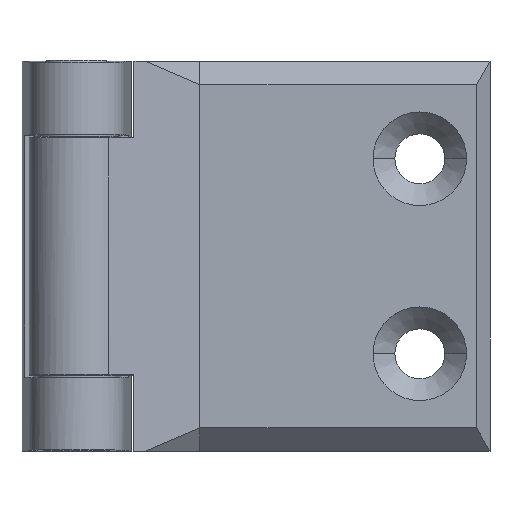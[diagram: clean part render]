
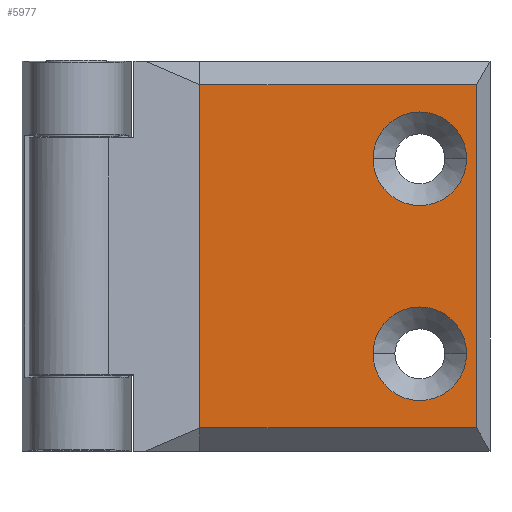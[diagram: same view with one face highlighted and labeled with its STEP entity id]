
A CAD part, top view. The second image highlights one B-rep face of the part: STEP entity #5977.
In plain terms, the highlighted planar face has unit normal (0, 0, 1).
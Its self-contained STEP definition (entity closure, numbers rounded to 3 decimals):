
#5 = CIRCLE ( 'NONE', #416, 6. ) ;
#153 = CARTESIAN_POINT ( 'NONE',  ( 50., -12.5, 6.5 ) ) ;
#416 = AXIS2_PLACEMENT_3D ( 'NONE', #10700, #628, #762 ) ;
#600 = VECTOR ( 'NONE', #11479, 1000. ) ;
#628 = DIRECTION ( 'NONE',  ( 0., 0., 1. ) ) ;
#675 = CIRCLE ( 'NONE', #1508, 6. ) ;
#762 = DIRECTION ( 'NONE',  ( -1., 0., 0. ) ) ;
#769 = CIRCLE ( 'NONE', #2008, 6. ) ;
#923 = CARTESIAN_POINT ( 'NONE',  ( 15.8, -22., 6.5 ) ) ;
#955 = ORIENTED_EDGE ( 'NONE', *, *, #8441, .T. ) ;
#992 = ORIENTED_EDGE ( 'NONE', *, *, #11328, .T. ) ;
#1011 = CARTESIAN_POINT ( 'NONE',  ( 53.1, 22., 6.5 ) ) ;
#1268 = EDGE_CURVE ( 'NONE', #7457, #11952, #769, .T. ) ;
#1320 = CARTESIAN_POINT ( 'NONE',  ( 38., 12.5, 6.5 ) ) ;
#1508 = AXIS2_PLACEMENT_3D ( 'NONE', #8117, #9155, #3082 ) ;
#1652 = EDGE_CURVE ( 'NONE', #11952, #7457, #5, .T. ) ;
#1706 = LINE ( 'NONE', #4598, #11606 ) ;
#1794 = VERTEX_POINT ( 'NONE', #1320 ) ;
#1931 = EDGE_CURVE ( 'NONE', #4251, #12943, #12561, .T. ) ;
#1932 = CARTESIAN_POINT ( 'NONE',  ( 29.182, -17.5, 6.5 ) ) ;
#1947 = EDGE_LOOP ( 'NONE', ( #11249, #10193 ) ) ;
#2008 = AXIS2_PLACEMENT_3D ( 'NONE', #5878, #7706, #9795 ) ;
#2370 = LINE ( 'NONE', #7486, #600 ) ;
#2462 = VERTEX_POINT ( 'NONE', #3055 ) ;
#2994 = ORIENTED_EDGE ( 'NONE', *, *, #10105, .F. ) ;
#3055 = CARTESIAN_POINT ( 'NONE',  ( 50., 12.5, 6.5 ) ) ;
#3082 = DIRECTION ( 'NONE',  ( -1., 0., 0. ) ) ;
#3099 = AXIS2_PLACEMENT_3D ( 'NONE', #8608, #12598, #9594 ) ;
#3203 = EDGE_LOOP ( 'NONE', ( #2994, #9484, #955, #10652 ) ) ;
#3611 = CARTESIAN_POINT ( 'NONE',  ( 29.182, -22., 6.5 ) ) ;
#4092 = LINE ( 'NONE', #1011, #7608 ) ;
#4151 = CIRCLE ( 'NONE', #3099, 6. ) ;
#4251 = VERTEX_POINT ( 'NONE', #923 ) ;
#4598 = CARTESIAN_POINT ( 'NONE',  ( 51.268, 25., 6.5 ) ) ;
#5467 = AXIS2_PLACEMENT_3D ( 'NONE', #1932, #7696, #11684 ) ;
#5692 = ORIENTED_EDGE ( 'NONE', *, *, #8031, .T. ) ;
#5878 = CARTESIAN_POINT ( 'NONE',  ( 44., -12.5, 6.5 ) ) ;
#5977 = ADVANCED_FACE ( 'NONE', ( #6906, #10904, #9787 ), #10841, .T. ) ;
#6553 = CARTESIAN_POINT ( 'NONE',  ( 51.268, -22., 6.5 ) ) ;
#6906 = FACE_BOUND ( 'NONE', #1947, .T. ) ;
#7219 = DIRECTION ( 'NONE',  ( 1., 0., 0. ) ) ;
#7457 = VERTEX_POINT ( 'NONE', #153 ) ;
#7486 = CARTESIAN_POINT ( 'NONE',  ( 15.8, -17.5, 6.5 ) ) ;
#7529 = EDGE_CURVE ( 'NONE', #12456, #9714, #4092, .T. ) ;
#7608 = VECTOR ( 'NONE', #7219, 1000. ) ;
#7696 = DIRECTION ( 'NONE',  ( 0., 0., 1. ) ) ;
#7706 = DIRECTION ( 'NONE',  ( 0., 0., 1. ) ) ;
#8031 = EDGE_CURVE ( 'NONE', #2462, #1794, #4151, .T. ) ;
#8117 = CARTESIAN_POINT ( 'NONE',  ( 44., 12.5, 6.5 ) ) ;
#8329 = CARTESIAN_POINT ( 'NONE',  ( 51.268, 22., 6.5 ) ) ;
#8441 = EDGE_CURVE ( 'NONE', #12456, #4251, #2370, .T. ) ;
#8608 = CARTESIAN_POINT ( 'NONE',  ( 44., 12.5, 6.5 ) ) ;
#9155 = DIRECTION ( 'NONE',  ( 0., 0., -1. ) ) ;
#9420 = DIRECTION ( 'NONE',  ( 1., 0., 0. ) ) ;
#9484 = ORIENTED_EDGE ( 'NONE', *, *, #7529, .F. ) ;
#9594 = DIRECTION ( 'NONE',  ( -1., 0., 0. ) ) ;
#9652 = CARTESIAN_POINT ( 'NONE',  ( 38., -12.5, 6.5 ) ) ;
#9714 = VERTEX_POINT ( 'NONE', #8329 ) ;
#9787 = FACE_OUTER_BOUND ( 'NONE', #3203, .T. ) ;
#9795 = DIRECTION ( 'NONE',  ( -1., 0., 0. ) ) ;
#9819 = DIRECTION ( 'NONE',  ( 0., -1., 0. ) ) ;
#10105 = EDGE_CURVE ( 'NONE', #9714, #12943, #1706, .T. ) ;
#10193 = ORIENTED_EDGE ( 'NONE', *, *, #1268, .F. ) ;
#10652 = ORIENTED_EDGE ( 'NONE', *, *, #1931, .T. ) ;
#10700 = CARTESIAN_POINT ( 'NONE',  ( 44., -12.5, 6.5 ) ) ;
#10841 = PLANE ( 'NONE',  #5467 ) ;
#10904 = FACE_BOUND ( 'NONE', #10922, .T. ) ;
#10922 = EDGE_LOOP ( 'NONE', ( #992, #5692 ) ) ;
#11195 = CARTESIAN_POINT ( 'NONE',  ( 15.8, 22., 6.5 ) ) ;
#11249 = ORIENTED_EDGE ( 'NONE', *, *, #1652, .F. ) ;
#11328 = EDGE_CURVE ( 'NONE', #1794, #2462, #675, .T. ) ;
#11479 = DIRECTION ( 'NONE',  ( 0., -1., 0. ) ) ;
#11606 = VECTOR ( 'NONE', #9819, 1000. ) ;
#11684 = DIRECTION ( 'NONE',  ( 1., 0., 0. ) ) ;
#11952 = VERTEX_POINT ( 'NONE', #9652 ) ;
#12093 = VECTOR ( 'NONE', #9420, 1000. ) ;
#12456 = VERTEX_POINT ( 'NONE', #11195 ) ;
#12561 = LINE ( 'NONE', #3611, #12093 ) ;
#12598 = DIRECTION ( 'NONE',  ( 0., 0., -1. ) ) ;
#12943 = VERTEX_POINT ( 'NONE', #6553 ) ;
